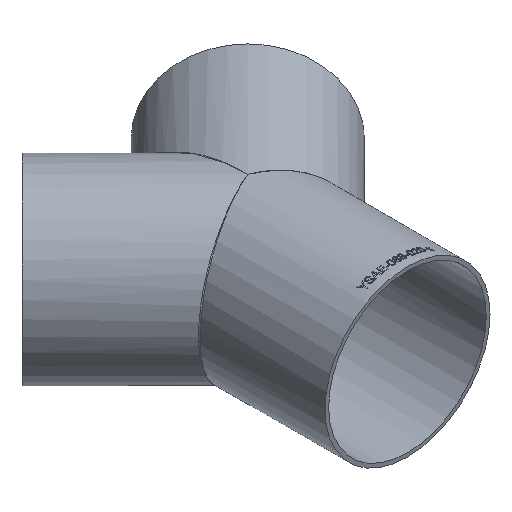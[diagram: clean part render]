
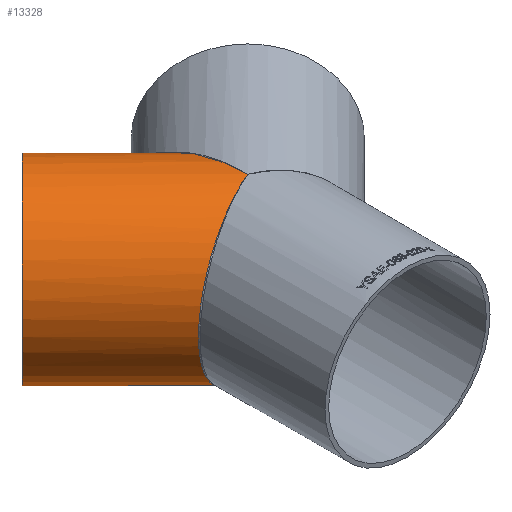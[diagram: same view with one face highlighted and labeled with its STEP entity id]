
A CAD part, isometric view. The second image highlights one B-rep face of the part: STEP entity #13328.
In plain terms, the highlighted cylindrical face has radius 44.45 mm (diameter 88.9 mm), a full revolution.
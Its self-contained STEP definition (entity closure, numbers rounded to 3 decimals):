
#630 = FACE_OUTER_BOUND ( 'NONE', #6733, .T. ) ;
#915 = CARTESIAN_POINT ( 'NONE',  ( -1.245, 126.968, -44.45 ) ) ;
#1805 = DIRECTION ( 'NONE',  ( -0.707, 0.707, 0. ) ) ;
#2068 =( BOUNDED_CURVE ( )  B_SPLINE_CURVE ( 3, ( #16147, #10510, #915, #12511 ),
 .UNSPECIFIED., .F., .F. ) 
 B_SPLINE_CURVE_WITH_KNOTS ( ( 4, 4 ),
 ( 1.571, 4.712 ),
 .UNSPECIFIED. ) 
 CURVE ( )  GEOMETRIC_REPRESENTATION_ITEM ( )  RATIONAL_B_SPLINE_CURVE ( ( 1., 0.333, 0.333, 1. ) ) 
 REPRESENTATION_ITEM ( '' )  );
#3319 =( BOUNDED_CURVE ( )  B_SPLINE_CURVE ( 3, ( #11016, #5215, #4977, #20681 ),
 .UNSPECIFIED., .F., .T. ) 
 B_SPLINE_CURVE_WITH_KNOTS ( ( 4, 4 ),
 ( 4.712, 7.854 ),
 .UNSPECIFIED. ) 
 CURVE ( )  GEOMETRIC_REPRESENTATION_ITEM ( )  RATIONAL_B_SPLINE_CURVE ( ( 1., 0.333, 0.333, 1. ) ) 
 REPRESENTATION_ITEM ( '' )  );
#4977 = CARTESIAN_POINT ( 'NONE',  ( -89.415, -36.308, 44.45 ) ) ;
#5215 = CARTESIAN_POINT ( 'NONE',  ( -89.415, -36.308, -44.45 ) ) ;
#5242 = ORIENTED_EDGE ( 'NONE', *, *, #7532, .T. ) ;
#6733 = EDGE_LOOP ( 'NONE', ( #20446, #5242 ) ) ;
#7532 = EDGE_CURVE ( 'NONE', #13570, #14694, #3319, .T. ) ;
#7596 = DIRECTION ( 'NONE',  ( -0.707, -0.707, 0. ) ) ;
#7811 = EDGE_CURVE ( 'NONE', #20122, #20122, #22429, .T. ) ;
#8336 = CYLINDRICAL_SURFACE ( 'NONE', #16092, 44.45 ) ;
#8577 = FACE_OUTER_BOUND ( 'NONE', #17860, .T. ) ;
#10108 = CARTESIAN_POINT ( 'NONE',  ( 34.645, -34.645, 0. ) ) ;
#10510 = CARTESIAN_POINT ( 'NONE',  ( -1.245, 126.968, 44.45 ) ) ;
#10547 = ORIENTED_EDGE ( 'NONE', *, *, #7811, .F. ) ;
#11016 = CARTESIAN_POINT ( 'NONE',  ( 0., 0., -44.45 ) ) ;
#11389 = CARTESIAN_POINT ( 'NONE',  ( -60.811, 60.811, 0. ) ) ;
#11567 = EDGE_CURVE ( 'NONE', #14694, #13570, #2068, .T. ) ;
#11984 = DIRECTION ( 'NONE',  ( -0.707, 0.707, 0. ) ) ;
#12511 = CARTESIAN_POINT ( 'NONE',  ( 0., 0., -44.45 ) ) ;
#13328 = ADVANCED_FACE ( 'NONE', ( #630, #8577 ), #8336, .T. ) ;
#13570 = VERTEX_POINT ( 'NONE', #19756 ) ;
#14371 = DIRECTION ( 'NONE',  ( -0.707, -0.707, 0. ) ) ;
#14694 = VERTEX_POINT ( 'NONE', #17764 ) ;
#16092 = AXIS2_PLACEMENT_3D ( 'NONE', #10108, #11984, #14371 ) ;
#16147 = CARTESIAN_POINT ( 'NONE',  ( 0., 0., 44.45 ) ) ;
#17764 = CARTESIAN_POINT ( 'NONE',  ( 0., 0., 44.45 ) ) ;
#17860 = EDGE_LOOP ( 'NONE', ( #10547 ) ) ;
#19756 = CARTESIAN_POINT ( 'NONE',  ( 0., 0., -44.45 ) ) ;
#20122 = VERTEX_POINT ( 'NONE', #24030 ) ;
#20446 = ORIENTED_EDGE ( 'NONE', *, *, #11567, .T. ) ;
#20681 = CARTESIAN_POINT ( 'NONE',  ( 0., 0., 44.45 ) ) ;
#22429 = CIRCLE ( 'NONE', #22827, 44.45 ) ;
#22827 = AXIS2_PLACEMENT_3D ( 'NONE', #11389, #1805, #7596 ) ;
#24030 = CARTESIAN_POINT ( 'NONE',  ( -92.242, 29.38, 0. ) ) ;
